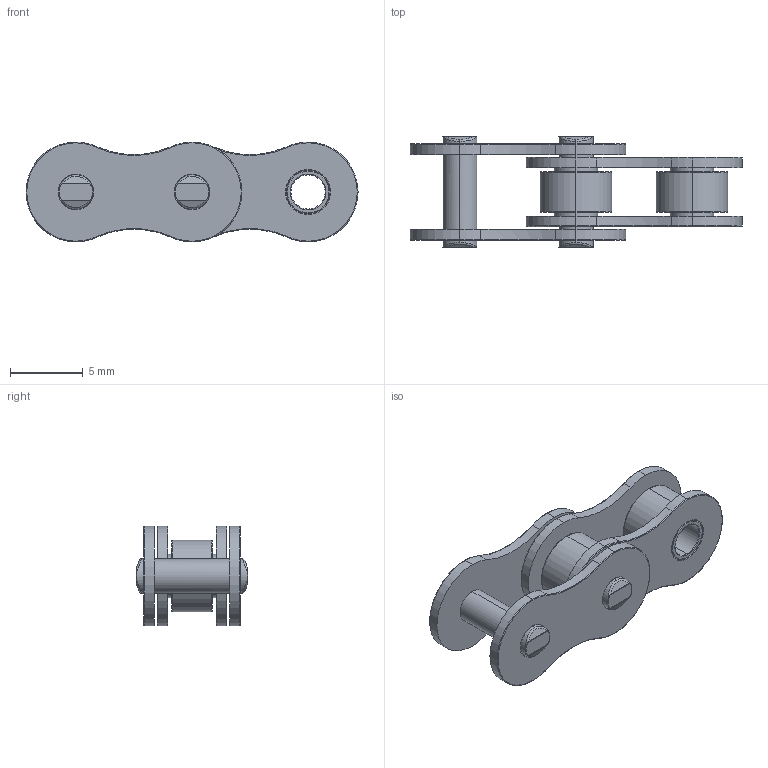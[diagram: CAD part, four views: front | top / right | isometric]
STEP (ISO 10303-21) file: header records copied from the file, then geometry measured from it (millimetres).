
FILE_DESCRIPTION (( 'STEP AP203' ), '1' );
FILE_NAME ('3308-0008 chain link (1 inner, 1 outer) assembly.STEP', '2018-02-06T21:41:56', ( '' ), ( '' ), 'SwSTEP 2.0', 'SolidWorks 2016', '' );
FILE_SCHEMA (( 'CONFIG_CONTROL_DESIGN' ));
Length unit declared in the file: millimetre
Products named in the file (3): 3308-0008 chain link (1 inner, 1 outer) assembly; 3308-0008 chain outer link; 3308-0008 chain inner link
Assembly tree (2 placements, depth 2):
  3308-0008 chain link (1 inner, 1 outer) assembly
    3308-0008 chain outer link
    3308-0008 chain inner link
Bounding box: 22.88 x 7.65 x 6.88 mm (x, y, z)
Volume: 372.3 mm3; surface area: 1224.2 mm2
Topology: 10 solids, 10 shells, 236 faces, 538 edges, 306 vertices
Faces by surface type: torus 84, cylinder 80, bspline 44, plane 28
Entity records: 7721 total; most frequent: CARTESIAN_POINT 2301, DIRECTION 1166, ORIENTED_EDGE 1044, AXIS2_PLACEMENT_3D 539, EDGE_CURVE 522, CIRCLE 342, VERTEX_POINT 306, EDGE_LOOP 260
